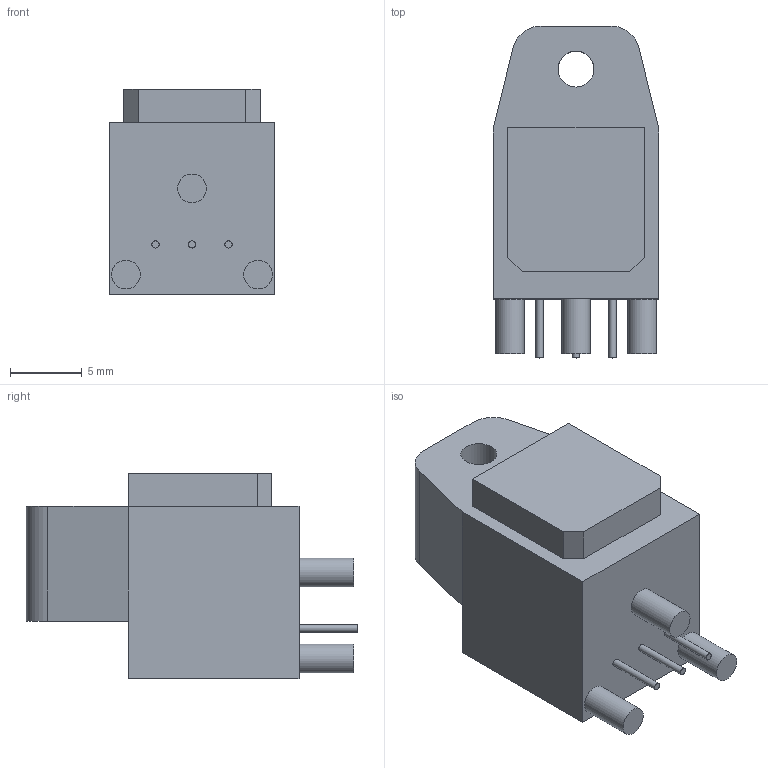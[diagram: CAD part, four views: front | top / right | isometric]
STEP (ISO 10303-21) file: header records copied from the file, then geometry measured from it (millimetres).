
FILE_DESCRIPTION(/* description */ (''),/* implementation_level */ '2;1');
FILE_NAME(/* name */ 'TOSLINK_Cliff_ORJ-5.step',/* time_stamp */ '2020-07-05T00:14:36+01:00',/* author */ (''),/* organization */ (''),/* preprocessor_version */ 'ST-DEVELOPER v18.1',/* originating_system */ 'Autodesk Translation Framework v9.3.0.1241',/* authorisation */ '');
FILE_SCHEMA (('AUTOMOTIVE_DESIGN { 1 0 10303 214 3 1 1 }'));
Length unit declared in the file: millimetre
Products named in the file (1): TOSLINK_Cliff_ORJ-5
Bounding box: 11.5 x 23.1 x 14.3 mm (x, y, z)
Volume: 2403.6 mm3; surface area: 1285.4 mm2
Topology: 4 solids, 4 shells, 35 faces, 67 edges, 44 vertices
Faces by surface type: plane 26, cylinder 9
Full cylindrical faces by diameter (mm): 0.5 x3, 2 x3, 2.5 x1
Entity records: 957 total; most frequent: DIRECTION 157, CARTESIAN_POINT 147, ORIENTED_EDGE 134, EDGE_CURVE 67, AXIS2_PLACEMENT_3D 54, LINE 49, VECTOR 49, VERTEX_POINT 44
